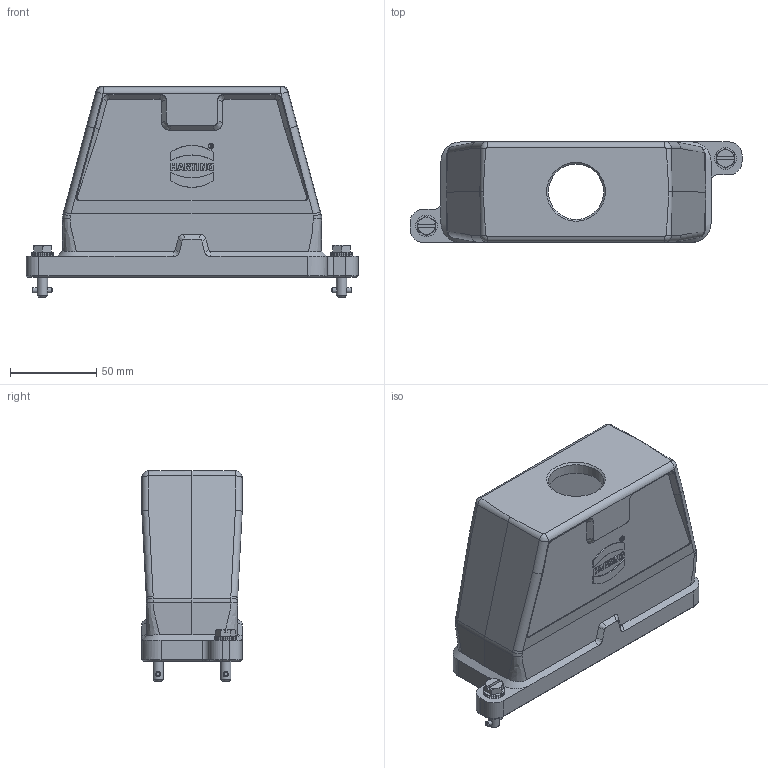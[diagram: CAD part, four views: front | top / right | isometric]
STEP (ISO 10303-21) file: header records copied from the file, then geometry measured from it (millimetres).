
FILE_DESCRIPTION(/* description */ (''),/* implementation_level */ '2;1');
FILE_NAME(/* name */ '100539029ugm000_c.stp',/* time_stamp */ '2017-11-03T09:22:41+01:00',/* author */ (''),/* organization */ (''),/* preprocessor_version */ 'ST-DEVELOPER v16',/* originating_system */ 'SIEMENS PLM Software NX 10.0',/* authorisation */ '');
FILE_SCHEMA (('AUTOMOTIVE_DESIGN { 1 0 10303 214 3 1 1 1 }'));
Length unit declared in the file: millimetre
Products named in the file (1): 100539029ugm000_c
Bounding box: 192 x 58 x 121.6 mm (x, y, z)
Volume: 236729.8 mm3; surface area: 101210.6 mm2
Topology: 3 solids, 3 shells, 536 faces, 1363 edges, 861 vertices
Faces by surface type: plane 242, cylinder 143, bspline 64, cone 63, torus 20, sphere 4
Full cylindrical faces by diameter (mm): 3 x8, 6 x2, 6.297 x4, 6.45 x2, 14.05 x2, 32 x1
Entity records: 21685 total; most frequent: CARTESIAN_POINT 5704, ORIENTED_EDGE 2560, DIRECTION 2426, EDGE_CURVE 1280, AXIS2_PLACEMENT_3D 877, VERTEX_POINT 835, LINE 672, VECTOR 672
